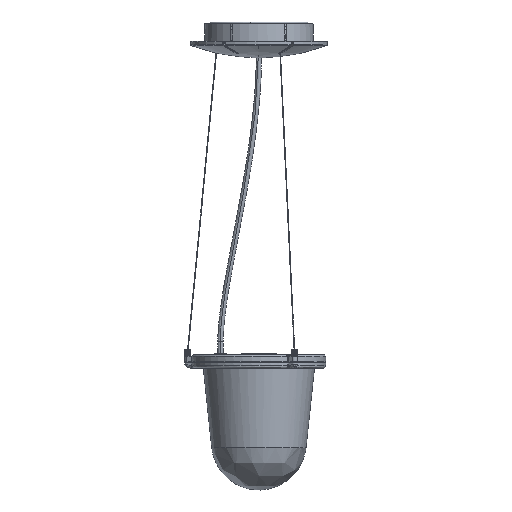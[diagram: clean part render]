
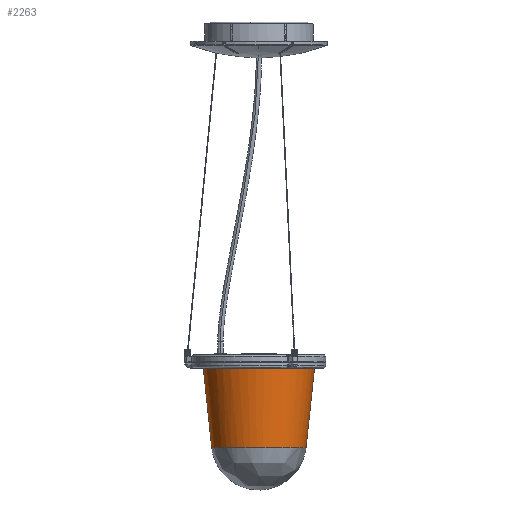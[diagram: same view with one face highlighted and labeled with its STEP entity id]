
A CAD part, front view. The second image highlights one B-rep face of the part: STEP entity #2263.
In plain terms, the highlighted free-form (B-spline) face has degree [2, 1] with [9, 2] control points.
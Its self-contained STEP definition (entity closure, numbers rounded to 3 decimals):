
#2263=ADVANCED_FACE('',(#4610),#35951,.T.);
#4610=FACE_OUTER_BOUND('',#7055,.T.);
#7055=EDGE_LOOP('',(#17292,#17293,#17294,#17295));
#17292=ORIENTED_EDGE('',*,*,#23783,.F.);
#17293=ORIENTED_EDGE('',*,*,#23784,.T.);
#17294=ORIENTED_EDGE('',*,*,#23781,.F.);
#17295=ORIENTED_EDGE('',*,*,#23786,.T.);
#23781=EDGE_CURVE('',#33322,#33323,#30023,.T.);
#23783=EDGE_CURVE('',#33324,#33321,#30024,.T.);
#23784=EDGE_CURVE('',#33324,#33323,#27487,.T.);
#23786=EDGE_CURVE('',#33322,#33321,#27489,.T.);
#27487=(
BOUNDED_CURVE()
B_SPLINE_CURVE(2,(#106334,#106335,#106336,#106337,#106338),
 .UNSPECIFIED.,.F.,.F.)
B_SPLINE_CURVE_WITH_KNOTS((3,2,3),(-195.274,-97.637,
0.),.UNSPECIFIED.)
CURVE()
GEOMETRIC_REPRESENTATION_ITEM()
RATIONAL_B_SPLINE_CURVE((1.,0.707,1.,0.707,1.))
REPRESENTATION_ITEM('')
);
#27489=(
BOUNDED_CURVE()
B_SPLINE_CURVE(2,(#106344,#106345,#106346,#106347,#106348),
 .UNSPECIFIED.,.F.,.F.)
B_SPLINE_CURVE_WITH_KNOTS((3,2,3),(-231.128,-115.564,
0.),.UNSPECIFIED.)
CURVE()
GEOMETRIC_REPRESENTATION_ITEM()
RATIONAL_B_SPLINE_CURVE((1.,0.707,1.,0.707,1.))
REPRESENTATION_ITEM('')
);
#30023=B_SPLINE_CURVE_WITH_KNOTS('',1,(#106325,#106326),.UNSPECIFIED.,.F.,
 .F.,(2,2),(0.,109.183),.UNSPECIFIED.);
#30024=B_SPLINE_CURVE_WITH_KNOTS('',1,(#106332,#106333),.UNSPECIFIED.,.F.,
 .F.,(2,2),(0.,109.183),.UNSPECIFIED.);
#33321=VERTEX_POINT('',#106263);
#33322=VERTEX_POINT('',#106264);
#33323=VERTEX_POINT('',#106265);
#33324=VERTEX_POINT('',#106266);
#35951=(
BOUNDED_SURFACE()
B_SPLINE_SURFACE(2,1,((#105454,#105455),(#105456,#105457),(#105458,#105459),
(#105460,#105461),(#105462,#105463),(#105464,#105465),(#105466,#105467),
(#105468,#105469),(#105470,#105471)),.UNSPECIFIED.,.T.,.F.,.F.)
B_SPLINE_SURFACE_WITH_KNOTS((3,2,2,2,3),(2,2),(0.,117.457,234.915,
352.372,469.83),(0.,132.246),.UNSPECIFIED.)
GEOMETRIC_REPRESENTATION_ITEM()
RATIONAL_B_SPLINE_SURFACE(((1.,1.),(0.707,0.707),
(1.,1.),(0.707,0.707),(1.,1.),(0.707,
0.707),(1.,1.),(0.707,0.707),(1.,1.)))
REPRESENTATION_ITEM('')
SURFACE()
);
#105454=CARTESIAN_POINT('',(0.,-21.959,-60.952));
#105455=CARTESIAN_POINT('',(0.,109.562,-74.776));
#105456=CARTESIAN_POINT('',(-60.952,-21.959,-60.952));
#105457=CARTESIAN_POINT('',(-74.776,109.562,-74.776));
#105458=CARTESIAN_POINT('',(-60.952,-21.959,0.));
#105459=CARTESIAN_POINT('',(-74.776,109.562,0.));
#105460=CARTESIAN_POINT('',(-60.952,-21.959,60.952));
#105461=CARTESIAN_POINT('',(-74.776,109.562,74.776));
#105462=CARTESIAN_POINT('',(0.,-21.959,60.952));
#105463=CARTESIAN_POINT('',(0.,109.562,74.776));
#105464=CARTESIAN_POINT('',(60.952,-21.959,60.952));
#105465=CARTESIAN_POINT('',(74.776,109.562,74.776));
#105466=CARTESIAN_POINT('',(60.952,-21.959,0.));
#105467=CARTESIAN_POINT('',(74.776,109.562,0.));
#105468=CARTESIAN_POINT('',(60.952,-21.959,-60.952));
#105469=CARTESIAN_POINT('',(74.776,109.562,-74.776));
#105470=CARTESIAN_POINT('',(0.,-21.959,-60.952));
#105471=CARTESIAN_POINT('',(0.,109.562,-74.776));
#106263=CARTESIAN_POINT('',(-73.57,98.094,0.));
#106264=CARTESIAN_POINT('',(73.57,98.094,0.));
#106265=CARTESIAN_POINT('',(62.158,-10.491,0.));
#106266=CARTESIAN_POINT('',(-62.158,-10.491,0.));
#106325=CARTESIAN_POINT('',(73.57,98.094,0.));
#106326=CARTESIAN_POINT('',(62.158,-10.491,0.));
#106332=CARTESIAN_POINT('',(-62.158,-10.491,0.));
#106333=CARTESIAN_POINT('',(-73.57,98.094,0.));
#106334=CARTESIAN_POINT('',(-62.158,-10.491,0.));
#106335=CARTESIAN_POINT('',(-62.158,-10.491,62.158));
#106336=CARTESIAN_POINT('',(0.,-10.491,62.158));
#106337=CARTESIAN_POINT('',(62.158,-10.491,62.158));
#106338=CARTESIAN_POINT('',(62.158,-10.491,0.));
#106344=CARTESIAN_POINT('',(73.57,98.094,0.));
#106345=CARTESIAN_POINT('',(73.57,98.094,73.57));
#106346=CARTESIAN_POINT('',(0.,98.094,73.57));
#106347=CARTESIAN_POINT('',(-73.57,98.094,73.57));
#106348=CARTESIAN_POINT('',(-73.57,98.094,0.));
